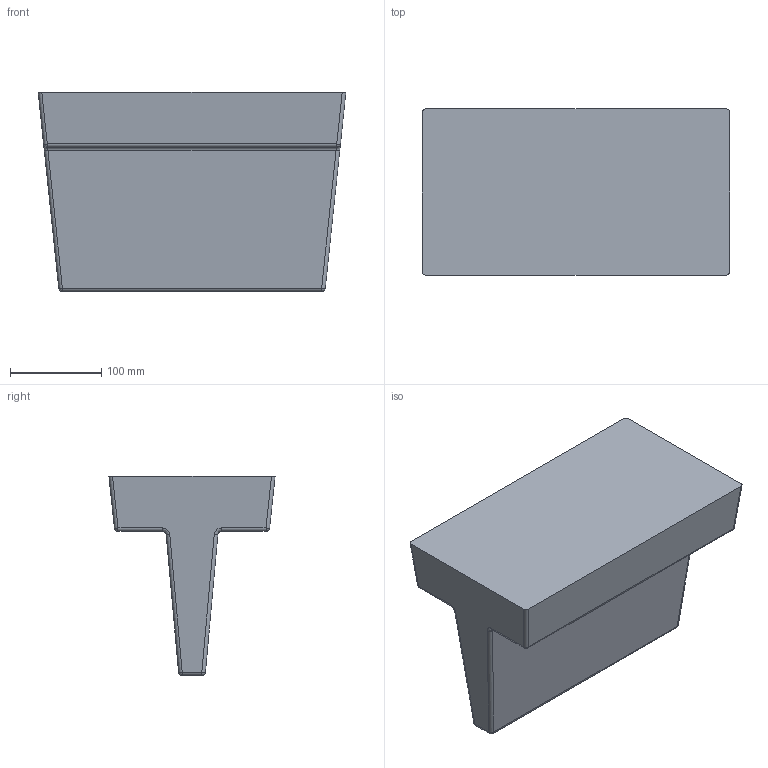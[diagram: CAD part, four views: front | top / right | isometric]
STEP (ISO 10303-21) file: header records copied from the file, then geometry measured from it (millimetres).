
FILE_DESCRIPTION(/* description */ ('Unknown'),/* implementation_level */ '2;1');
FILE_NAME(/* name */ 'SNP 2230 LED 230V',/* time_stamp */ '2018-04-12T11:54:26+02:00',/* author */ ('Unknown'),/* organization */ ('Unknown'),/* preprocessor_version */ 'ST-DEVELOPER v16.7',/* originating_system */ 'DEX',/* authorisation */ $);
FILE_SCHEMA (('AUTOMOTIVE_DESIGN {1 0 10303 214 3 1 1}'));
Length unit declared in the file: millimetre
Products named in the file (1): SNP 2230 LED 230V
Bounding box: 337 x 182 x 218 mm (x, y, z)
Volume: 5587235.3 mm3; surface area: 274024.8 mm2
Topology: 1 solids, 1 shells, 42 faces, 96 edges, 48 vertices
Faces by surface type: cylinder 20, plane 10, sphere 8, bspline 4
Entity records: 1170 total; most frequent: CARTESIAN_POINT 235, DIRECTION 210, ORIENTED_EDGE 176, EDGE_CURVE 88, AXIS2_PLACEMENT_3D 83, VERTEX_POINT 48, LINE 44, VECTOR 44
